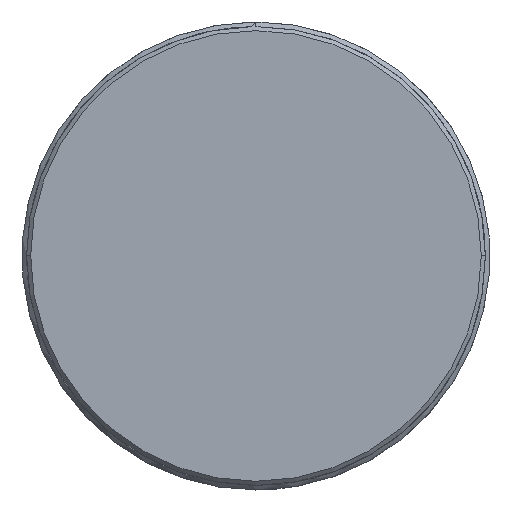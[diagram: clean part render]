
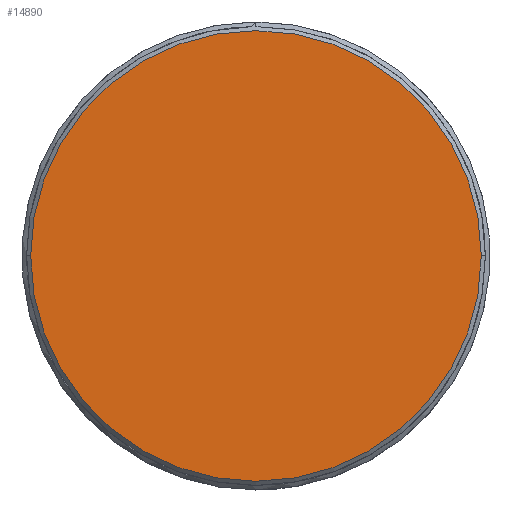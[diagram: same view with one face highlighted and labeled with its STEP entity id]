
A CAD part, top view. The second image highlights one B-rep face of the part: STEP entity #14890.
In plain terms, the highlighted planar face has unit normal (0, 0, 1).
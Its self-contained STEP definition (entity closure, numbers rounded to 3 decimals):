
#317 = CIRCLE ( 'NONE', #13629, 44.2 ) ;
#858 = EDGE_LOOP ( 'NONE', ( #9280, #7996 ) ) ;
#4994 = CARTESIAN_POINT ( 'NONE',  ( 0., 0., 0. ) ) ;
#5282 = VERTEX_POINT ( 'NONE', #14282 ) ;
#5416 = EDGE_CURVE ( 'NONE', #10975, #5282, #22257, .T. ) ;
#6577 = AXIS2_PLACEMENT_3D ( 'NONE', #4994, #11865, #18758 ) ;
#6774 = AXIS2_PLACEMENT_3D ( 'NONE', #11272, #8219, #18164 ) ;
#7996 = ORIENTED_EDGE ( 'NONE', *, *, #5416, .T. ) ;
#8219 = DIRECTION ( 'NONE',  ( 0., 0., 1. ) ) ;
#8780 = CARTESIAN_POINT ( 'NONE',  ( 44.2, 0., 0. ) ) ;
#9280 = ORIENTED_EDGE ( 'NONE', *, *, #12359, .T. ) ;
#10975 = VERTEX_POINT ( 'NONE', #8780 ) ;
#11272 = CARTESIAN_POINT ( 'NONE',  ( 0., 0., 0. ) ) ;
#11709 = CARTESIAN_POINT ( 'NONE',  ( 0., 0., 0. ) ) ;
#11865 = DIRECTION ( 'NONE',  ( 0., 0., -1. ) ) ;
#12359 = EDGE_CURVE ( 'NONE', #5282, #10975, #317, .T. ) ;
#13629 = AXIS2_PLACEMENT_3D ( 'NONE', #11709, #21547, #19856 ) ;
#14282 = CARTESIAN_POINT ( 'NONE',  ( -44.2, 0., 0. ) ) ;
#14890 = ADVANCED_FACE ( 'NONE', ( #22124 ), #18647, .F. ) ;
#18164 = DIRECTION ( 'NONE',  ( -1., 0., 0. ) ) ;
#18647 = PLANE ( 'NONE',  #6577 ) ;
#18758 = DIRECTION ( 'NONE',  ( -1., 0., 0. ) ) ;
#19856 = DIRECTION ( 'NONE',  ( -1., 0., 0. ) ) ;
#21547 = DIRECTION ( 'NONE',  ( 0., 0., 1. ) ) ;
#22124 = FACE_OUTER_BOUND ( 'NONE', #858, .T. ) ;
#22257 = CIRCLE ( 'NONE', #6774, 44.2 ) ;
